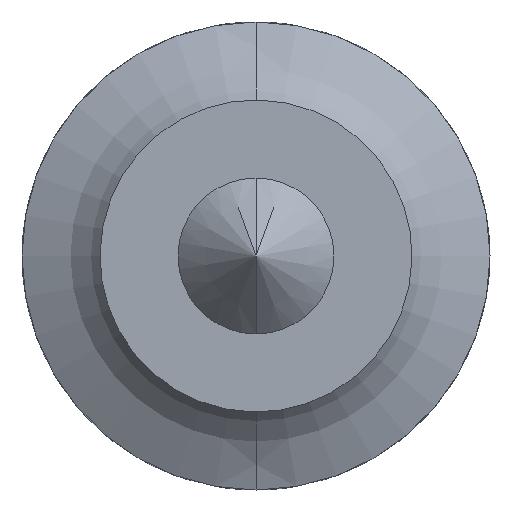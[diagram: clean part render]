
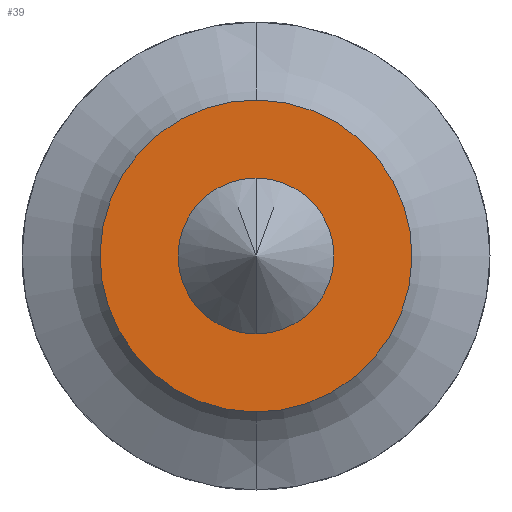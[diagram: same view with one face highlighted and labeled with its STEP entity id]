
A CAD part, front view. The second image highlights one B-rep face of the part: STEP entity #39.
In plain terms, the highlighted planar face has unit normal (0, -1, 0).
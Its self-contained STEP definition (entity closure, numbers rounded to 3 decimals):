
#39 = ADVANCED_FACE ( 'NONE', ( #994, #995 ), #177, .F. ) ;
#112 = EDGE_CURVE ( 'NONE', #928, #929, #726, .T. ) ;
#113 = EDGE_CURVE ( 'NONE', #929, #928, #233, .T. ) ;
#114 = EDGE_CURVE ( 'NONE', #935, #930, #232, .T. ) ;
#115 = EDGE_CURVE ( 'NONE', #930, #935, #247, .T. ) ;
#177 = PLANE ( 'NONE',  #727 ) ;
#178 = CARTESIAN_POINT ( 'NONE',  ( 0., 0., 0. ) ) ;
#179 = DIRECTION ( 'NONE',  ( 0., 1., 0. ) ) ;
#180 = DIRECTION ( 'NONE',  ( 0., 0., 1. ) ) ;
#195 = CARTESIAN_POINT ( 'NONE',  ( 0., 0., 0. ) ) ;
#196 = DIRECTION ( 'NONE',  ( 0., 1., 0. ) ) ;
#197 = DIRECTION ( 'NONE',  ( 0., 0., 1. ) ) ;
#198 = CARTESIAN_POINT ( 'NONE',  ( 0., 0., 0. ) ) ;
#199 = DIRECTION ( 'NONE',  ( 0., 1., 0. ) ) ;
#200 = DIRECTION ( 'NONE',  ( 0., 0., 1. ) ) ;
#201 = CARTESIAN_POINT ( 'NONE',  ( 0., 0., 0. ) ) ;
#202 = DIRECTION ( 'NONE',  ( 0., 1., 0. ) ) ;
#203 = DIRECTION ( 'NONE',  ( 0., 0., 1. ) ) ;
#204 = CARTESIAN_POINT ( 'NONE',  ( 0., 0., 0. ) ) ;
#205 = DIRECTION ( 'NONE',  ( 0., 1., 0. ) ) ;
#206 = DIRECTION ( 'NONE',  ( 0., 0., 1. ) ) ;
#232 = CIRCLE ( 'NONE', #244, 5. ) ;
#233 = CIRCLE ( 'NONE', #240, 2.25 ) ;
#234 = AXIS2_PLACEMENT_3D ( 'NONE', #204, #205, #206 ) ;
#238 = AXIS2_PLACEMENT_3D ( 'NONE', #195, #196, #197 ) ;
#240 = AXIS2_PLACEMENT_3D ( 'NONE', #198, #199, #200 ) ;
#244 = AXIS2_PLACEMENT_3D ( 'NONE', #201, #202, #203 ) ;
#247 = CIRCLE ( 'NONE', #234, 5. ) ;
#384 = CARTESIAN_POINT ( 'NONE',  ( 0., 0., -2.25 ) ) ;
#385 = CARTESIAN_POINT ( 'NONE',  ( 0., 0., 2.25 ) ) ;
#386 = CARTESIAN_POINT ( 'NONE',  ( 0., 0., 5. ) ) ;
#391 = CARTESIAN_POINT ( 'NONE',  ( 0., 0., -5. ) ) ;
#726 = CIRCLE ( 'NONE', #238, 2.25 ) ;
#727 = AXIS2_PLACEMENT_3D ( 'NONE', #178, #179, #180 ) ;
#894 = ORIENTED_EDGE ( 'NONE', *, *, #113, .T. ) ;
#895 = ORIENTED_EDGE ( 'NONE', *, *, #115, .F. ) ;
#896 = ORIENTED_EDGE ( 'NONE', *, *, #112, .T. ) ;
#901 = ORIENTED_EDGE ( 'NONE', *, *, #114, .F. ) ;
#928 = VERTEX_POINT ( 'NONE', #384 ) ;
#929 = VERTEX_POINT ( 'NONE', #385 ) ;
#930 = VERTEX_POINT ( 'NONE', #386 ) ;
#935 = VERTEX_POINT ( 'NONE', #391 ) ;
#966 = EDGE_LOOP ( 'NONE', ( #896, #894 ) ) ;
#967 = EDGE_LOOP ( 'NONE', ( #901, #895 ) ) ;
#994 = FACE_OUTER_BOUND ( 'NONE', #967, .T. ) ;
#995 = FACE_BOUND ( 'NONE', #966, .T. ) ;
